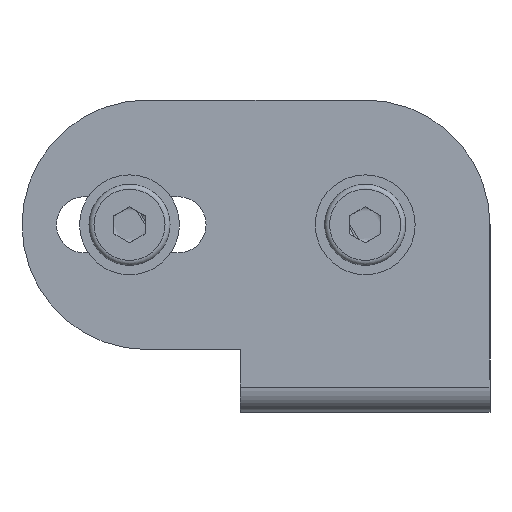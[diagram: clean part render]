
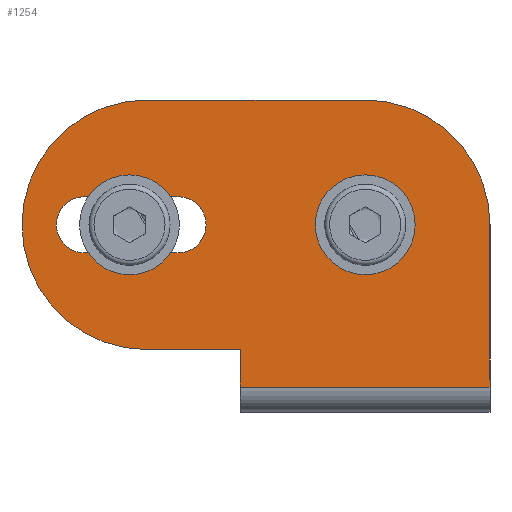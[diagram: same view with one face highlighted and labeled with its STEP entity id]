
A CAD part, left-side view. The second image highlights one B-rep face of the part: STEP entity #1254.
In plain terms, the highlighted planar face has unit normal (-1, 0, 0).
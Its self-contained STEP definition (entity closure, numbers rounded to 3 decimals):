
#111=FACE_BOUND('',#270,.T.);
#112=FACE_BOUND('',#271,.T.);
#138=PLANE('',#1465);
#195=FACE_OUTER_BOUND('',#269,.T.);
#269=EDGE_LOOP('',(#1009,#1010,#1011,#1012,#1013,#1014,#1015));
#270=EDGE_LOOP('',(#1016));
#271=EDGE_LOOP('',(#1017,#1018,#1019,#1020));
#339=LINE('',#1998,#443);
#344=LINE('',#2010,#448);
#355=LINE('',#2042,#459);
#363=LINE('',#2069,#467);
#373=LINE('',#2092,#477);
#375=LINE('',#2098,#479);
#379=LINE('',#2105,#483);
#443=VECTOR('',#1611,10.);
#448=VECTOR('',#1622,10.);
#459=VECTOR('',#1651,10.);
#467=VECTOR('',#1681,10.);
#477=VECTOR('',#1707,10.);
#479=VECTOR('',#1713,10.);
#483=VECTOR('',#1723,10.);
#533=CIRCLE('',#1417,20.);
#536=CIRCLE('',#1421,20.);
#545=CIRCLE('',#1436,4.5);
#552=CIRCLE('',#1448,4.5);
#554=CIRCLE('',#1453,4.5);
#590=VERTEX_POINT('',#1957);
#591=VERTEX_POINT('',#1958);
#596=VERTEX_POINT('',#1969);
#597=VERTEX_POINT('',#1971);
#608=VERTEX_POINT('',#1995);
#609=VERTEX_POINT('',#1997);
#616=VERTEX_POINT('',#2021);
#624=VERTEX_POINT('',#2039);
#625=VERTEX_POINT('',#2041);
#631=VERTEX_POINT('',#2059);
#633=VERTEX_POINT('',#2068);
#640=VERTEX_POINT('',#2096);
#706=EDGE_CURVE('',#590,#591,#533,.T.);
#712=EDGE_CURVE('',#597,#596,#536,.T.);
#724=EDGE_CURVE('',#609,#608,#339,.T.);
#731=EDGE_CURVE('',#596,#609,#344,.T.);
#737=EDGE_CURVE('',#616,#616,#545,.T.);
#746=EDGE_CURVE('',#625,#624,#355,.T.);
#755=EDGE_CURVE('',#631,#625,#552,.T.);
#760=EDGE_CURVE('',#633,#631,#363,.T.);
#763=EDGE_CURVE('',#624,#633,#554,.T.);
#773=EDGE_CURVE('',#597,#591,#373,.T.);
#776=EDGE_CURVE('',#608,#640,#375,.T.);
#780=EDGE_CURVE('',#590,#640,#379,.T.);
#1009=ORIENTED_EDGE('',*,*,#706,.T.);
#1010=ORIENTED_EDGE('',*,*,#773,.F.);
#1011=ORIENTED_EDGE('',*,*,#712,.T.);
#1012=ORIENTED_EDGE('',*,*,#731,.T.);
#1013=ORIENTED_EDGE('',*,*,#724,.T.);
#1014=ORIENTED_EDGE('',*,*,#776,.T.);
#1015=ORIENTED_EDGE('',*,*,#780,.F.);
#1016=ORIENTED_EDGE('',*,*,#737,.T.);
#1017=ORIENTED_EDGE('',*,*,#760,.T.);
#1018=ORIENTED_EDGE('',*,*,#755,.T.);
#1019=ORIENTED_EDGE('',*,*,#746,.T.);
#1020=ORIENTED_EDGE('',*,*,#763,.T.);
#1254=ADVANCED_FACE('',(#195,#111,#112),#138,.F.);
#1417=AXIS2_PLACEMENT_3D('',#1959,#1579,#1580);
#1421=AXIS2_PLACEMENT_3D('',#1972,#1590,#1591);
#1436=AXIS2_PLACEMENT_3D('',#2022,#1636,#1637);
#1448=AXIS2_PLACEMENT_3D('',#2060,#1671,#1672);
#1453=AXIS2_PLACEMENT_3D('',#2073,#1687,#1688);
#1465=AXIS2_PLACEMENT_3D('',#2109,#1728,#1729);
#1579=DIRECTION('center_axis',(-1.,0.,0.));
#1580=DIRECTION('ref_axis',(0.,0.,-1.));
#1590=DIRECTION('center_axis',(-1.,0.,0.));
#1591=DIRECTION('ref_axis',(0.,0.,1.));
#1611=DIRECTION('',(0.,0.,-1.));
#1622=DIRECTION('',(0.,-1.,0.));
#1636=DIRECTION('center_axis',(1.,0.,0.));
#1637=DIRECTION('ref_axis',(0.,1.,0.));
#1651=DIRECTION('',(0.,1.,0.));
#1671=DIRECTION('center_axis',(1.,0.,0.));
#1672=DIRECTION('ref_axis',(0.,0.,1.));
#1681=DIRECTION('',(0.,-1.,0.));
#1687=DIRECTION('center_axis',(1.,0.,0.));
#1688=DIRECTION('ref_axis',(0.,0.,-1.));
#1707=DIRECTION('',(0.,-1.,0.));
#1713=DIRECTION('',(0.,-1.,0.));
#1723=DIRECTION('',(0.,0.,-1.));
#1728=DIRECTION('center_axis',(1.,0.,0.));
#1729=DIRECTION('ref_axis',(0.,0.,-1.));
#1957=CARTESIAN_POINT('',(-22.5,-37.5,30.));
#1958=CARTESIAN_POINT('',(-22.5,-17.5,50.));
#1959=CARTESIAN_POINT('Origin',(-22.5,-17.5,30.));
#1969=CARTESIAN_POINT('',(-22.5,17.5,10.));
#1971=CARTESIAN_POINT('',(-22.5,17.5,50.));
#1972=CARTESIAN_POINT('Origin',(-22.5,17.5,30.));
#1995=CARTESIAN_POINT('',(-22.5,2.5,4.));
#1997=CARTESIAN_POINT('',(-22.5,2.5,10.));
#1998=CARTESIAN_POINT('',(-22.5,2.5,17.369));
#2010=CARTESIAN_POINT('',(-22.5,8.75,10.));
#2021=CARTESIAN_POINT('',(-22.5,-22.,30.));
#2022=CARTESIAN_POINT('Origin',(-22.5,-17.5,30.));
#2039=CARTESIAN_POINT('',(-22.5,27.5,25.5));
#2041=CARTESIAN_POINT('',(-22.5,12.5,25.5));
#2042=CARTESIAN_POINT('',(-22.5,6.25,25.5));
#2059=CARTESIAN_POINT('',(-22.5,12.5,34.5));
#2060=CARTESIAN_POINT('Origin',(-22.5,12.5,30.));
#2068=CARTESIAN_POINT('',(-22.5,27.5,34.5));
#2069=CARTESIAN_POINT('',(-22.5,13.75,34.5));
#2073=CARTESIAN_POINT('Origin',(-22.5,27.5,30.));
#2092=CARTESIAN_POINT('',(-22.5,37.5,50.));
#2096=CARTESIAN_POINT('',(-22.5,-37.5,4.));
#2098=CARTESIAN_POINT('',(-22.5,0.,4.));
#2105=CARTESIAN_POINT('',(-22.5,-37.5,-0.524));
#2109=CARTESIAN_POINT('Origin',(-22.5,0.,24.738));
